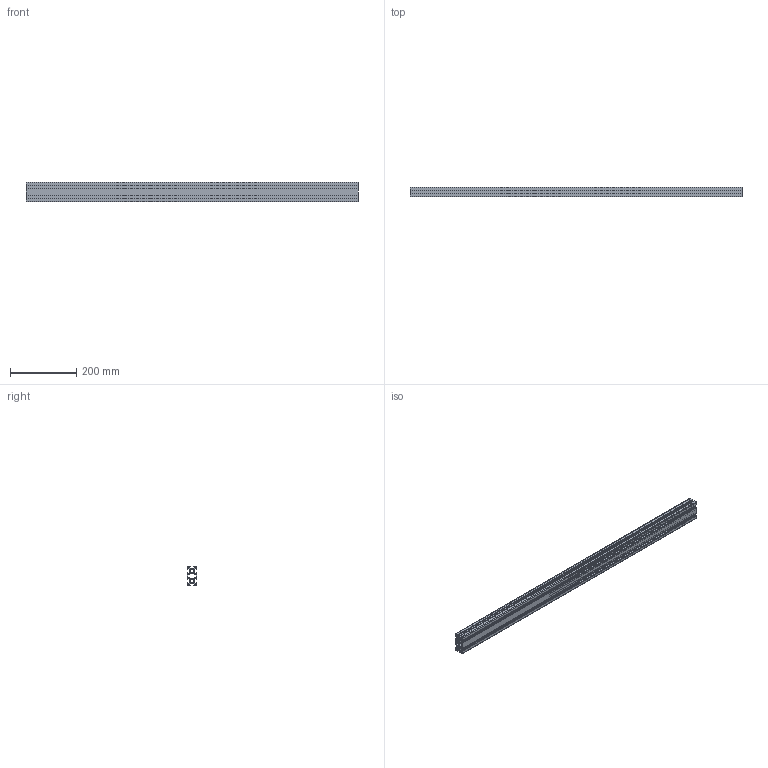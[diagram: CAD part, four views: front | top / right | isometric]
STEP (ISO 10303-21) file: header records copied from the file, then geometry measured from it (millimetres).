
FILE_DESCRIPTION (( 'STEP AP214' ), '1' );
FILE_NAME ('1.0306.6.SPRS.STEP', '2025-06-11T13:44:28', ( '' ), ( '' ), 'SwSTEP 2.0', 'SolidWorks 2023', '' );
FILE_SCHEMA (( 'AUTOMOTIVE_DESIGN' ));
Length unit declared in the file: millimetre
Products named in the file (1): 1.0306.6.SPRS
Bounding box: 1000 x 30 x 60 mm (x, y, z)
Volume: 556023 mm3; surface area: 556905.2 mm2
Topology: 1 solids, 1 shells, 184 faces, 546 edges, 364 vertices
Faces by surface type: plane 102, cylinder 82
Entity records: 8269 total; most frequent: CARTESIAN_POINT 1095, ORIENTED_EDGE 1092, DIRECTION 1080, EDGE_CURVE 546, VECTOR 382, LINE 382, VERTEX_POINT 364, AXIS2_PLACEMENT_3D 349
